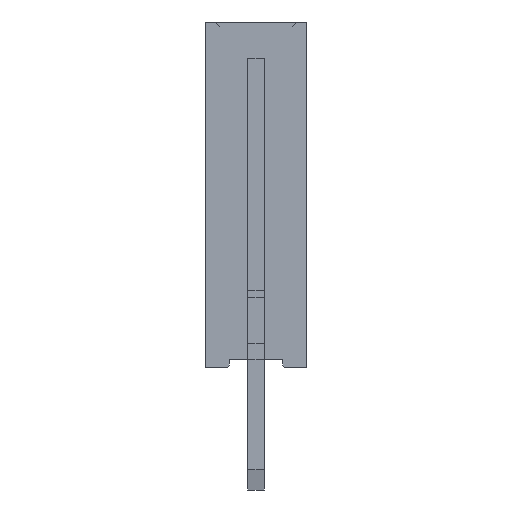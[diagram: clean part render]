
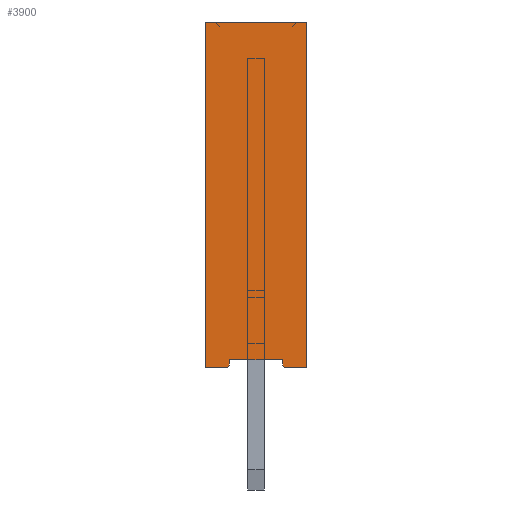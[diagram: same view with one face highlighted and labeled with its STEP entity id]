
A CAD part, front view. The second image highlights one B-rep face of the part: STEP entity #3900.
In plain terms, the highlighted planar face has unit normal (0, -1, 0).
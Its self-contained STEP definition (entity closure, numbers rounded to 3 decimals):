
#1080 = VERTEX_POINT('',#1081);
#1081 = CARTESIAN_POINT('',(-1.25,-95.25,0.));
#1087 = EDGE_CURVE('',#1088,#1080,#1090,.T.);
#1088 = VERTEX_POINT('',#1089);
#1089 = CARTESIAN_POINT('',(-0.75,-95.25,0.));
#1090 = LINE('',#1091,#1092);
#1091 = CARTESIAN_POINT('',(1.25,-95.25,0.));
#1092 = VECTOR('',#1093,1.);
#1093 = DIRECTION('',(-1.,0.,0.));
#1111 = EDGE_CURVE('',#1112,#1088,#1114,.T.);
#1112 = VERTEX_POINT('',#1113);
#1113 = CARTESIAN_POINT('',(-0.65,-95.25,0.1));
#1114 = CIRCLE('',#1115,0.1);
#1115 = AXIS2_PLACEMENT_3D('',#1116,#1117,#1118);
#1116 = CARTESIAN_POINT('',(-0.75,-95.25,0.1));
#1117 = DIRECTION('',(-0.,1.,0.));
#1118 = DIRECTION('',(1.,0.,0.));
#1136 = VERTEX_POINT('',#1137);
#1137 = CARTESIAN_POINT('',(-0.65,-95.25,0.2));
#1143 = EDGE_CURVE('',#1112,#1136,#1144,.T.);
#1144 = LINE('',#1145,#1146);
#1145 = CARTESIAN_POINT('',(-0.65,-95.25,0.1));
#1146 = VECTOR('',#1147,1.);
#1147 = DIRECTION('',(0.,0.,1.));
#1160 = VERTEX_POINT('',#1161);
#1161 = CARTESIAN_POINT('',(0.65,-95.25,0.2));
#1167 = EDGE_CURVE('',#1136,#1160,#1168,.T.);
#1168 = LINE('',#1169,#1170);
#1169 = CARTESIAN_POINT('',(0.95,-95.25,0.2));
#1170 = VECTOR('',#1171,1.);
#1171 = DIRECTION('',(1.,0.,0.));
#2476 = VERTEX_POINT('',#2477);
#2477 = CARTESIAN_POINT('',(0.65,-95.25,0.1));
#2483 = EDGE_CURVE('',#1160,#2476,#2484,.T.);
#2484 = LINE('',#2485,#2486);
#2485 = CARTESIAN_POINT('',(0.65,-95.25,0.05));
#2486 = VECTOR('',#2487,1.);
#2487 = DIRECTION('',(-0.,-0.,-1.));
#2500 = EDGE_CURVE('',#2501,#2476,#2503,.T.);
#2501 = VERTEX_POINT('',#2502);
#2502 = CARTESIAN_POINT('',(0.75,-95.25,0.));
#2503 = CIRCLE('',#2504,0.1);
#2504 = AXIS2_PLACEMENT_3D('',#2505,#2506,#2507);
#2505 = CARTESIAN_POINT('',(0.75,-95.25,0.1));
#2506 = DIRECTION('',(-0.,1.,0.));
#2507 = DIRECTION('',(1.,0.,0.));
#2525 = EDGE_CURVE('',#2526,#2501,#2528,.T.);
#2526 = VERTEX_POINT('',#2527);
#2527 = CARTESIAN_POINT('',(1.25,-95.25,0.));
#2528 = LINE('',#2529,#2530);
#2529 = CARTESIAN_POINT('',(1.25,-95.25,0.));
#2530 = VECTOR('',#2531,1.);
#2531 = DIRECTION('',(-1.,0.,0.));
#2549 = VERTEX_POINT('',#2550);
#2550 = CARTESIAN_POINT('',(1.25,-95.25,8.5));
#2556 = EDGE_CURVE('',#2526,#2549,#2557,.T.);
#2557 = LINE('',#2558,#2559);
#2558 = CARTESIAN_POINT('',(1.25,-95.25,0.));
#2559 = VECTOR('',#2560,1.);
#2560 = DIRECTION('',(0.,0.,1.));
#2573 = VERTEX_POINT('',#2574);
#2574 = CARTESIAN_POINT('',(-1.25,-95.25,8.5));
#2580 = EDGE_CURVE('',#2549,#2573,#2581,.T.);
#2581 = LINE('',#2582,#2583);
#2582 = CARTESIAN_POINT('',(1.25,-95.25,8.5));
#2583 = VECTOR('',#2584,1.);
#2584 = DIRECTION('',(-1.,0.,0.));
#3887 = EDGE_CURVE('',#1080,#2573,#3888,.T.);
#3888 = LINE('',#3889,#3890);
#3889 = CARTESIAN_POINT('',(-1.25,-95.25,0.));
#3890 = VECTOR('',#3891,1.);
#3891 = DIRECTION('',(0.,0.,1.));
#3900 = ADVANCED_FACE('',(#3901),#3913,.T.);
#3901 = FACE_BOUND('',#3902,.T.);
#3902 = EDGE_LOOP('',(#3903,#3904,#3905,#3906,#3907,#3908,#3909,#3910,
    #3911,#3912));
#3903 = ORIENTED_EDGE('',*,*,#2525,.F.);
#3904 = ORIENTED_EDGE('',*,*,#2556,.T.);
#3905 = ORIENTED_EDGE('',*,*,#2580,.T.);
#3906 = ORIENTED_EDGE('',*,*,#3887,.F.);
#3907 = ORIENTED_EDGE('',*,*,#1087,.F.);
#3908 = ORIENTED_EDGE('',*,*,#1111,.F.);
#3909 = ORIENTED_EDGE('',*,*,#1143,.T.);
#3910 = ORIENTED_EDGE('',*,*,#1167,.T.);
#3911 = ORIENTED_EDGE('',*,*,#2483,.T.);
#3912 = ORIENTED_EDGE('',*,*,#2500,.F.);
#3913 = PLANE('',#3914);
#3914 = AXIS2_PLACEMENT_3D('',#3915,#3916,#3917);
#3915 = CARTESIAN_POINT('',(1.25,-95.25,0.));
#3916 = DIRECTION('',(0.,-1.,0.));
#3917 = DIRECTION('',(-1.,0.,0.));
